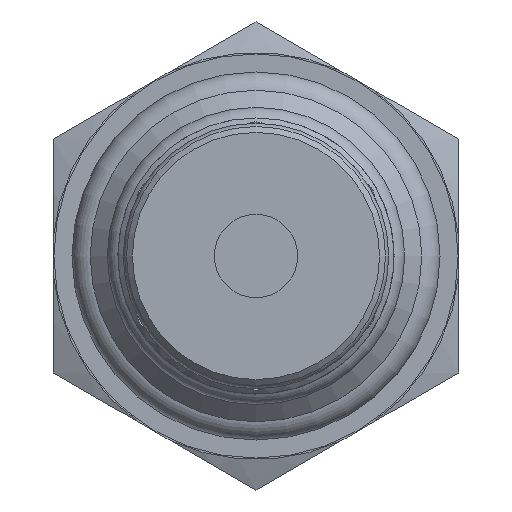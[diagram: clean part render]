
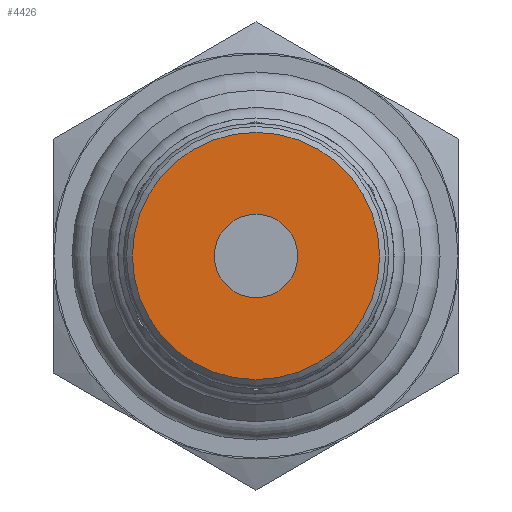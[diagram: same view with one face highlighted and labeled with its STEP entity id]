
A CAD part, left-side view. The second image highlights one B-rep face of the part: STEP entity #4426.
In plain terms, the highlighted planar face has unit normal (-1, 0, 0).
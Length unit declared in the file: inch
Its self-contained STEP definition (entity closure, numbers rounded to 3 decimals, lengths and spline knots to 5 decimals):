
#4364=CARTESIAN_POINT('',(-1.78,0.,0.2095));
#4365=VERTEX_POINT('',#4364);
#4366=CARTESIAN_POINT('',(-1.78,0.,0.));
#4367=DIRECTION('',(1.0,0.0,0.0));
#4368=DIRECTION('',(0.0,0.0,-1.0));
#4369=AXIS2_PLACEMENT_3D('',#4366,#4367,#4368);
#4370=CIRCLE('',#4369,0.2095);
#4371=EDGE_CURVE('',#4365,#4365,#4370,.T.);
#4407=CARTESIAN_POINT('',(-1.78,0.,0.));
#4408=DIRECTION('',(1.0,0.0,0.0));
#4409=DIRECTION('',(0.0,0.0,-1.0));
#4410=AXIS2_PLACEMENT_3D('',#4407,#4408,#4409);
#4411=PLANE('',#4410);
#4412=ORIENTED_EDGE('',*,*,#4371,.F.);
#4413=EDGE_LOOP('',(#4412));
#4414=FACE_OUTER_BOUND('',#4413,.T.);
#4415=CARTESIAN_POINT('',(-1.78,0.,0.0705));
#4416=VERTEX_POINT('',#4415);
#4417=CARTESIAN_POINT('',(-1.78,0.0,0.0));
#4418=DIRECTION('',(1.0,0.0,0.0));
#4419=DIRECTION('',(0.0,0.0,-1.0));
#4420=AXIS2_PLACEMENT_3D('',#4417,#4418,#4419);
#4421=CIRCLE('',#4420,0.0705);
#4422=EDGE_CURVE('',#4416,#4416,#4421,.T.);
#4423=ORIENTED_EDGE('',*,*,#4422,.T.);
#4424=EDGE_LOOP('',(#4423));
#4425=FACE_BOUND('',#4424,.T.);
#4426=ADVANCED_FACE('',(#4414,#4425),#4411,.F.);
